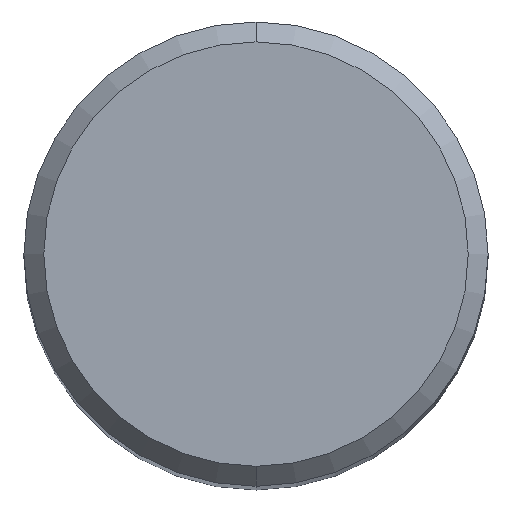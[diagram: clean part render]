
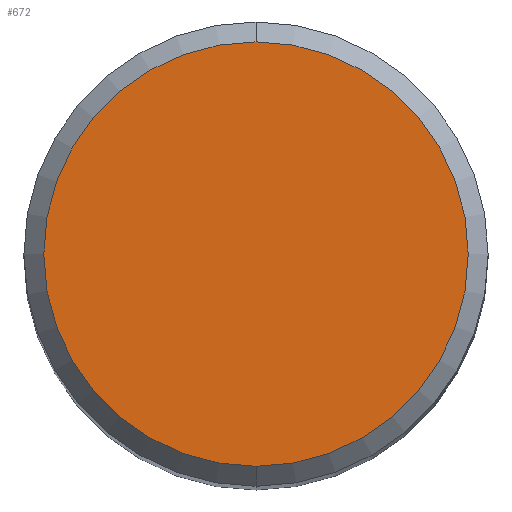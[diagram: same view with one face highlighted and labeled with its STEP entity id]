
A CAD part, top view. The second image highlights one B-rep face of the part: STEP entity #672.
In plain terms, the highlighted planar face has unit normal (0, 0, 1).
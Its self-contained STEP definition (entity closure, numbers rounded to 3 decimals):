
#440=VERTEX_POINT('',#1020);
#546=VERTEX_POINT('',#1133);
#558=EDGE_CURVE('',#440,#546,#1145,.T.);
#630=EDGE_CURVE('',#546,#440,#1220,.T.);
#672=ADVANCED_FACE('',(#1267),#1268,.T.);
#1020=CARTESIAN_POINT('',(0.0,6.4,0.0));
#1133=CARTESIAN_POINT('',(0.,-6.4,0.0));
#1145=CIRCLE('',#4462,6.4);
#1220=CIRCLE('',#4722,6.4);
#1267=FACE_OUTER_BOUND('',#4920,.T.);
#1268=PLANE('',#4921);
#4462=AXIS2_PLACEMENT_3D('',#6486,#6487,#6488);
#4722=AXIS2_PLACEMENT_3D('',#6535,#6536,#6537);
#4920=EDGE_LOOP('',(#6581,#6582));
#4921=AXIS2_PLACEMENT_3D('',#6583,#6584,#6585);
#6486=CARTESIAN_POINT('',(0.0,0.0,0.0));
#6487=DIRECTION('',(0.0,0.0,-1.0));
#6488=DIRECTION('',(0.0,1.0,0.0));
#6535=CARTESIAN_POINT('',(0.0,0.0,0.0));
#6536=DIRECTION('',(0.0,0.0,-1.0));
#6537=DIRECTION('',(0.0,1.0,0.0));
#6581=ORIENTED_EDGE('',*,*,#558,.F.);
#6582=ORIENTED_EDGE('',*,*,#630,.F.);
#6583=CARTESIAN_POINT('',(0.0,3.2,0.0));
#6584=DIRECTION('',(-0.0,0.0,1.0));
#6585=DIRECTION('',(0.0,-1.0,0.0));
